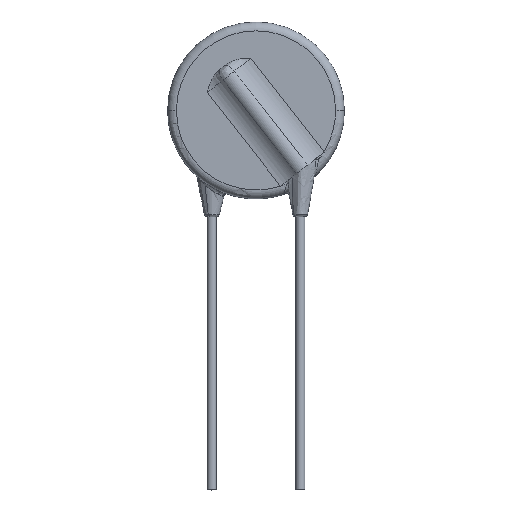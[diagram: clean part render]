
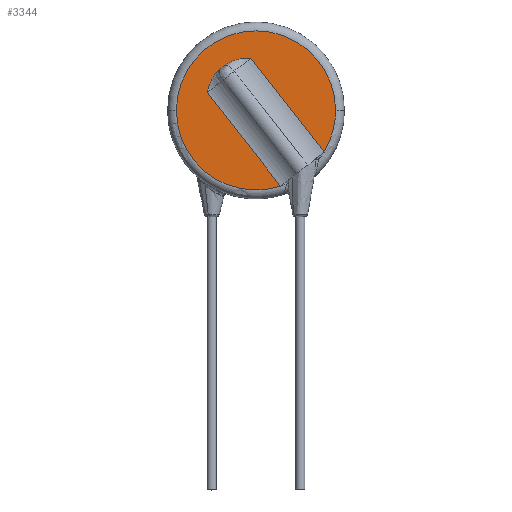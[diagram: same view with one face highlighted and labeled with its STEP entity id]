
A CAD part, top view. The second image highlights one B-rep face of the part: STEP entity #3344.
In plain terms, the highlighted planar face has unit normal (0, 0, 1).
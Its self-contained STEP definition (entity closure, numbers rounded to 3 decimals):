
#23 = EDGE_CURVE ( 'NONE', #2657, #3465, #1206, .T. ) ;
#70 = ORIENTED_EDGE ( 'NONE', *, *, #3954, .T. ) ;
#94 = CARTESIAN_POINT ( 'NONE',  ( -4., 2.046, 0.9 ) ) ;
#119 = CARTESIAN_POINT ( 'NONE',  ( -2.227, 4.072, 0.9 ) ) ;
#162 = CARTESIAN_POINT ( 'NONE',  ( -1.028, 4.405, 0.9 ) ) ;
#171 = DIRECTION ( 'NONE',  ( 0., 0., 1. ) ) ;
#297 = EDGE_LOOP ( 'NONE', ( #2807, #3923, #70, #3913, #3554, #3364, #604 ) ) ;
#346 = VECTOR ( 'NONE', #4050, 1000. ) ;
#366 = CARTESIAN_POINT ( 'NONE',  ( -3.398, 3.157, 0.9 ) ) ;
#371 = CARTESIAN_POINT ( 'NONE',  ( -0.435, 4.426, 0.9 ) ) ;
#386 = CARTESIAN_POINT ( 'NONE',  ( -3.75, 2.635, 0.9 ) ) ;
#440 = DIRECTION ( 'NONE',  ( 1., 0., 0. ) ) ;
#452 = DIRECTION ( 'NONE',  ( 1., 0., 0. ) ) ;
#478 = CIRCLE ( 'NONE', #1356, 6.75 ) ;
#604 = ORIENTED_EDGE ( 'NONE', *, *, #3896, .T. ) ;
#666 = CARTESIAN_POINT ( 'NONE',  ( -4.032, 1.945, 0.9 ) ) ;
#716 = CARTESIAN_POINT ( 'NONE',  ( -2.509, 3.923, 0.9 ) ) ;
#755 = CARTESIAN_POINT ( 'NONE',  ( -3.984, 2.094, 0.9 ) ) ;
#863 = CARTESIAN_POINT ( 'NONE',  ( -1.981, 4.183, 0.9 ) ) ;
#875 = CARTESIAN_POINT ( 'NONE',  ( -4.689, 2.244, 0.9 ) ) ;
#959 = CARTESIAN_POINT ( 'NONE',  ( -2.866, 3.668, 0.9 ) ) ;
#1047 = VERTEX_POINT ( 'NONE', #1120 ) ;
#1095 = CARTESIAN_POINT ( 'NONE',  ( 0., 0., 0.9 ) ) ;
#1110 = DIRECTION ( 'NONE',  ( 0., 0., 1. ) ) ;
#1120 = CARTESIAN_POINT ( 'NONE',  ( 2.081, -6.421, 0.9 ) ) ;
#1122 = CIRCLE ( 'NONE', #1936, 6.75 ) ;
#1127 = FACE_OUTER_BOUND ( 'NONE', #297, .T. ) ;
#1145 = CARTESIAN_POINT ( 'NONE',  ( -1.828, 4.237, 0.9 ) ) ;
#1149 = AXIS2_PLACEMENT_3D ( 'NONE', #2391, #1110, #3326 ) ;
#1186 = CARTESIAN_POINT ( 'NONE',  ( -2.129, 4.118, 0.9 ) ) ;
#1206 = CIRCLE ( 'NONE', #1681, 6.75 ) ;
#1334 = CARTESIAN_POINT ( 'NONE',  ( -3.038, 3.534, 0.9 ) ) ;
#1350 = B_SPLINE_CURVE_WITH_KNOTS ( 'NONE', 3,
 ( #1992, #3247, #2053, #666, #94, #755, #3643, #3337, #3270, #386, #1975, #2009, #3916, #3315, #366, #3289, #1680, #1334, #2924 ),
 .UNSPECIFIED., .F., .F.,
 ( 4, 1, 2, 2, 1, 2, 2, 1, 2, 2, 4 ),
 ( 0., 0.125, 0.187, 0.25, 0.375, 0.437, 0.5, 0.625, 0.687, 0.75, 1. ),
 .UNSPECIFIED. ) ;
#1356 = AXIS2_PLACEMENT_3D ( 'NONE', #2327, #3232, #3563 ) ;
#1380 = CARTESIAN_POINT ( 'NONE',  ( -2.69, 3.805, 0.9 ) ) ;
#1466 = CARTESIAN_POINT ( 'NONE',  ( -4.134, 1.535, 0.9 ) ) ;
#1467 = CARTESIAN_POINT ( 'NONE',  ( -1.622, 4.298, 0.9 ) ) ;
#1560 = LINE ( 'NONE', #875, #346 ) ;
#1583 = EDGE_CURVE ( 'NONE', #2453, #2705, #1350, .T. ) ;
#1602 = VECTOR ( 'NONE', #2905, 1000. ) ;
#1640 = CARTESIAN_POINT ( 'NONE',  ( -0.989, 5.135, 0.9 ) ) ;
#1645 = CARTESIAN_POINT ( 'NONE',  ( -6.75, 0., 0.9 ) ) ;
#1680 = CARTESIAN_POINT ( 'NONE',  ( -3.192, 3.39, 0.9 ) ) ;
#1681 = AXIS2_PLACEMENT_3D ( 'NONE', #1095, #171, #440 ) ;
#1725 = CARTESIAN_POINT ( 'NONE',  ( -2.277, 4.047, 0.9 ) ) ;
#1936 = AXIS2_PLACEMENT_3D ( 'NONE', #3340, #2368, #452 ) ;
#1975 = CARTESIAN_POINT ( 'NONE',  ( -3.726, 2.679, 0.9 ) ) ;
#1992 = CARTESIAN_POINT ( 'NONE',  ( -4.134, 1.535, 0.9 ) ) ;
#2009 = CARTESIAN_POINT ( 'NONE',  ( -3.646, 2.816, 0.9 ) ) ;
#2053 = CARTESIAN_POINT ( 'NONE',  ( -4.078, 1.793, 0.9 ) ) ;
#2255 = CARTESIAN_POINT ( 'NONE',  ( 5.765, -3.51, 0.9 ) ) ;
#2323 = CARTESIAN_POINT ( 'NONE',  ( -2.866, 3.668, 0.9 ) ) ;
#2327 = CARTESIAN_POINT ( 'NONE',  ( 0., 0., 0.9 ) ) ;
#2368 = DIRECTION ( 'NONE',  ( 0., 0., 1. ) ) ;
#2391 = CARTESIAN_POINT ( 'NONE',  ( 0., 0., 0.9 ) ) ;
#2444 = CARTESIAN_POINT ( 'NONE',  ( -0.543, 4.429, 0.9 ) ) ;
#2453 = VERTEX_POINT ( 'NONE', #1466 ) ;
#2466 = CARTESIAN_POINT ( 'NONE',  ( -0.868, 4.418, 0.9 ) ) ;
#2646 = EDGE_CURVE ( 'NONE', #2453, #1047, #1560, .T. ) ;
#2657 = VERTEX_POINT ( 'NONE', #3799 ) ;
#2705 = VERTEX_POINT ( 'NONE', #959 ) ;
#2712 = CARTESIAN_POINT ( 'NONE',  ( -1.518, 4.324, 0.9 ) ) ;
#2751 = CARTESIAN_POINT ( 'NONE',  ( -1.671, 4.284, 0.9 ) ) ;
#2807 = ORIENTED_EDGE ( 'NONE', *, *, #2646, .F. ) ;
#2847 = VERTEX_POINT ( 'NONE', #371 ) ;
#2859 = LINE ( 'NONE', #1640, #1602 ) ;
#2905 = DIRECTION ( 'NONE',  ( 0.616, -0.788, 0. ) ) ;
#2924 = CARTESIAN_POINT ( 'NONE',  ( -2.866, 3.668, 0.9 ) ) ;
#2947 = B_SPLINE_CURVE_WITH_KNOTS ( 'NONE', 3,
 ( #2323, #1380, #716, #1725, #119, #1186, #863, #1145, #2751, #1467, #2712, #4038, #4017, #162, #3976, #2466, #3688, #2444, #3376 ),
 .UNSPECIFIED., .F., .F.,
 ( 4, 2, 2, 1, 2, 2, 1, 2, 2, 1, 4 ),
 ( 0., 0.25, 0.312, 0.375, 0.5, 0.562, 0.625, 0.75, 0.812, 0.875, 1. ),
 .UNSPECIFIED. ) ;
#3018 = PLANE ( 'NONE',  #1149 ) ;
#3232 = DIRECTION ( 'NONE',  ( 0., 0., 1. ) ) ;
#3247 = CARTESIAN_POINT ( 'NONE',  ( -4.114, 1.638, 0.9 ) ) ;
#3270 = CARTESIAN_POINT ( 'NONE',  ( -3.798, 2.542, 0.9 ) ) ;
#3289 = CARTESIAN_POINT ( 'NONE',  ( -3.362, 3.199, 0.9 ) ) ;
#3315 = CARTESIAN_POINT ( 'NONE',  ( -3.464, 3.075, 0.9 ) ) ;
#3326 = DIRECTION ( 'NONE',  ( 1., 0., 0. ) ) ;
#3337 = CARTESIAN_POINT ( 'NONE',  ( -3.867, 2.4, 0.9 ) ) ;
#3340 = CARTESIAN_POINT ( 'NONE',  ( 0., 0., 0.9 ) ) ;
#3344 = ADVANCED_FACE ( 'NONE', ( #1127 ), #3018, .T. ) ;
#3364 = ORIENTED_EDGE ( 'NONE', *, *, #23, .T. ) ;
#3376 = CARTESIAN_POINT ( 'NONE',  ( -0.435, 4.426, 0.9 ) ) ;
#3465 = VERTEX_POINT ( 'NONE', #1645 ) ;
#3479 = EDGE_CURVE ( 'NONE', #4091, #2657, #478, .T. ) ;
#3554 = ORIENTED_EDGE ( 'NONE', *, *, #3479, .T. ) ;
#3563 = DIRECTION ( 'NONE',  ( 1., 0., 0. ) ) ;
#3643 = CARTESIAN_POINT ( 'NONE',  ( -3.928, 2.25, 0.9 ) ) ;
#3688 = CARTESIAN_POINT ( 'NONE',  ( -0.705, 4.428, 0.9 ) ) ;
#3799 = CARTESIAN_POINT ( 'NONE',  ( 6.75, 0., 0.9 ) ) ;
#3824 = EDGE_CURVE ( 'NONE', #2847, #4091, #2859, .T. ) ;
#3896 = EDGE_CURVE ( 'NONE', #3465, #1047, #1122, .T. ) ;
#3913 = ORIENTED_EDGE ( 'NONE', *, *, #3824, .T. ) ;
#3916 = CARTESIAN_POINT ( 'NONE',  ( -3.56, 2.949, 0.9 ) ) ;
#3923 = ORIENTED_EDGE ( 'NONE', *, *, #1583, .T. ) ;
#3954 = EDGE_CURVE ( 'NONE', #2705, #2847, #2947, .T. ) ;
#3976 = CARTESIAN_POINT ( 'NONE',  ( -0.976, 4.41, 0.9 ) ) ;
#4017 = CARTESIAN_POINT ( 'NONE',  ( -1.196, 4.385, 0.9 ) ) ;
#4038 = CARTESIAN_POINT ( 'NONE',  ( -1.361, 4.359, 0.9 ) ) ;
#4050 = DIRECTION ( 'NONE',  ( 0.616, -0.788, 0. ) ) ;
#4091 = VERTEX_POINT ( 'NONE', #2255 ) ;
